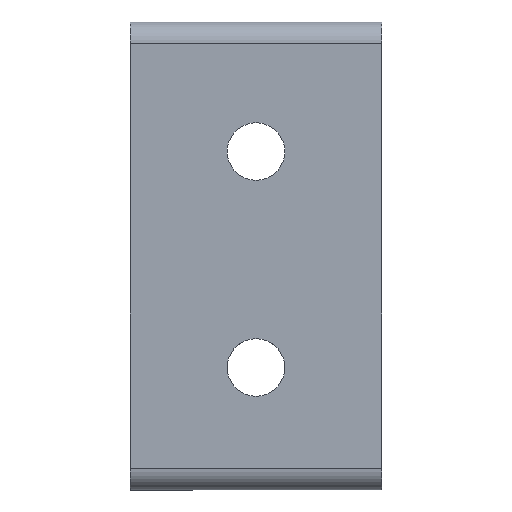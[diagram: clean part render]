
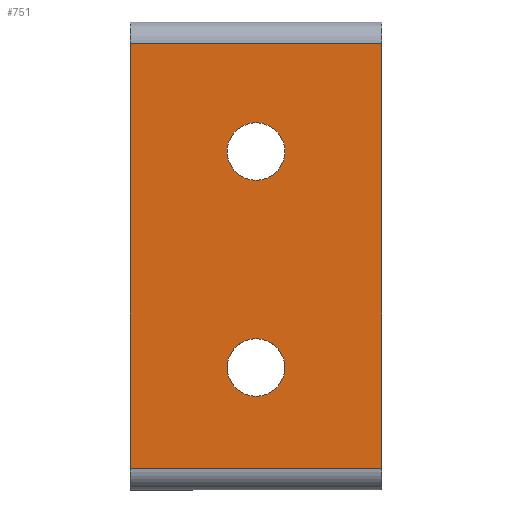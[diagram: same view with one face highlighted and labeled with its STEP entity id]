
A CAD part, top view. The second image highlights one B-rep face of the part: STEP entity #751.
In plain terms, the highlighted planar face has unit normal (0, 0, 1).
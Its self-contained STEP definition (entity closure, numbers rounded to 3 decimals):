
#3 = EDGE_CURVE ( 'NONE', #554, #563, #345, .T. ) ;
#48 = AXIS2_PLACEMENT_3D ( 'NONE', #661, #643, #667 ) ;
#55 = AXIS2_PLACEMENT_3D ( 'NONE', #309, #251, #252 ) ;
#59 = AXIS2_PLACEMENT_3D ( 'NONE', #306, #247, #248 ) ;
#62 = AXIS2_PLACEMENT_3D ( 'NONE', #276, #271, #272 ) ;
#63 = AXIS2_PLACEMENT_3D ( 'NONE', #290, #321, #320 ) ;
#69 = EDGE_CURVE ( 'NONE', #552, #564, #486, .T. ) ;
#77 = EDGE_CURVE ( 'NONE', #563, #554, #395, .T. ) ;
#78 = EDGE_CURVE ( 'NONE', #564, #552, #477, .T. ) ;
#79 = EDGE_CURVE ( 'NONE', #416, #463, #562, .T. ) ;
#80 = EDGE_CURVE ( 'NONE', #463, #411, #500, .T. ) ;
#81 = EDGE_CURVE ( 'NONE', #411, #437, #487, .T. ) ;
#82 = EDGE_CURVE ( 'NONE', #437, #416, #445, .T. ) ;
#163 = EDGE_LOOP ( 'NONE', ( #545, #423 ) ) ;
#182 = EDGE_LOOP ( 'NONE', ( #382, #408, #385, #520 ) ) ;
#195 = EDGE_LOOP ( 'NONE', ( #537, #443 ) ) ;
#241 = DIRECTION ( 'NONE',  ( -1., 0., 0. ) ) ;
#244 = CARTESIAN_POINT ( 'NONE',  ( -6., -61., 0. ) ) ;
#247 = DIRECTION ( 'NONE',  ( 0., 0., 1. ) ) ;
#248 = DIRECTION ( 'NONE',  ( 1., 0., 0. ) ) ;
#251 = DIRECTION ( 'NONE',  ( 0., 0., 1. ) ) ;
#252 = DIRECTION ( 'NONE',  ( 1., 0., 0. ) ) ;
#271 = DIRECTION ( 'NONE',  ( 0., 0., 1. ) ) ;
#272 = DIRECTION ( 'NONE',  ( 1., 0., 0. ) ) ;
#276 = CARTESIAN_POINT ( 'NONE',  ( -23.5, -16., 0. ) ) ;
#290 = CARTESIAN_POINT ( 'NONE',  ( -23.5, -46., 0. ) ) ;
#301 = CARTESIAN_POINT ( 'NONE',  ( -6., -1., 0. ) ) ;
#302 = DIRECTION ( 'NONE',  ( 0., 1., 0. ) ) ;
#304 = DIRECTION ( 'NONE',  ( 1., 0., 0. ) ) ;
#306 = CARTESIAN_POINT ( 'NONE',  ( -23.5, -16., 0. ) ) ;
#307 = CARTESIAN_POINT ( 'NONE',  ( -41., -60., 0. ) ) ;
#308 = CARTESIAN_POINT ( 'NONE',  ( -41., -61., 0. ) ) ;
#309 = CARTESIAN_POINT ( 'NONE',  ( -23.5, -46., 0. ) ) ;
#310 = DIRECTION ( 'NONE',  ( 0., -1., 0. ) ) ;
#320 = DIRECTION ( 'NONE',  ( 1., 0., 0. ) ) ;
#321 = DIRECTION ( 'NONE',  ( 0., 0., 1. ) ) ;
#332 = FACE_OUTER_BOUND ( 'NONE', #182, .T. ) ;
#345 = CIRCLE ( 'NONE', #63, 4. ) ;
#362 = VECTOR ( 'NONE', #302, 1000. ) ;
#382 = ORIENTED_EDGE ( 'NONE', *, *, #79, .T. ) ;
#385 = ORIENTED_EDGE ( 'NONE', *, *, #81, .T. ) ;
#395 = CIRCLE ( 'NONE', #55, 4. ) ;
#408 = ORIENTED_EDGE ( 'NONE', *, *, #80, .T. ) ;
#411 = VERTEX_POINT ( 'NONE', #603 ) ;
#416 = VERTEX_POINT ( 'NONE', #601 ) ;
#423 = ORIENTED_EDGE ( 'NONE', *, *, #3, .F. ) ;
#437 = VERTEX_POINT ( 'NONE', #726 ) ;
#443 = ORIENTED_EDGE ( 'NONE', *, *, #69, .F. ) ;
#445 = LINE ( 'NONE', #301, #499 ) ;
#446 = FACE_BOUND ( 'NONE', #163, .T. ) ;
#463 = VERTEX_POINT ( 'NONE', #626 ) ;
#477 = CIRCLE ( 'NONE', #59, 4. ) ;
#486 = CIRCLE ( 'NONE', #62, 4. ) ;
#487 = LINE ( 'NONE', #244, #362 ) ;
#499 = VECTOR ( 'NONE', #241, 1000. ) ;
#500 = LINE ( 'NONE', #307, #546 ) ;
#507 = FACE_BOUND ( 'NONE', #195, .T. ) ;
#508 = VECTOR ( 'NONE', #310, 1000. ) ;
#520 = ORIENTED_EDGE ( 'NONE', *, *, #82, .T. ) ;
#537 = ORIENTED_EDGE ( 'NONE', *, *, #78, .F. ) ;
#545 = ORIENTED_EDGE ( 'NONE', *, *, #77, .F. ) ;
#546 = VECTOR ( 'NONE', #304, 1000. ) ;
#552 = VERTEX_POINT ( 'NONE', #637 ) ;
#554 = VERTEX_POINT ( 'NONE', #638 ) ;
#562 = LINE ( 'NONE', #308, #508 ) ;
#563 = VERTEX_POINT ( 'NONE', #737 ) ;
#564 = VERTEX_POINT ( 'NONE', #738 ) ;
#601 = CARTESIAN_POINT ( 'NONE',  ( -41., -1., 0. ) ) ;
#603 = CARTESIAN_POINT ( 'NONE',  ( -6., -60., 0. ) ) ;
#626 = CARTESIAN_POINT ( 'NONE',  ( -41., -60., 0. ) ) ;
#637 = CARTESIAN_POINT ( 'NONE',  ( -27.5, -16., 0. ) ) ;
#638 = CARTESIAN_POINT ( 'NONE',  ( -27.5, -46., 0. ) ) ;
#643 = DIRECTION ( 'NONE',  ( 0., 0., 1. ) ) ;
#661 = CARTESIAN_POINT ( 'NONE',  ( 0., 0., 0. ) ) ;
#667 = DIRECTION ( 'NONE',  ( 1., 0., 0. ) ) ;
#693 = PLANE ( 'NONE',  #48 ) ;
#726 = CARTESIAN_POINT ( 'NONE',  ( -6., -1., 0. ) ) ;
#737 = CARTESIAN_POINT ( 'NONE',  ( -19.5, -46., 0. ) ) ;
#738 = CARTESIAN_POINT ( 'NONE',  ( -19.5, -16., 0. ) ) ;
#751 = ADVANCED_FACE ( 'NONE', ( #446, #507, #332 ), #693, .T. ) ;
